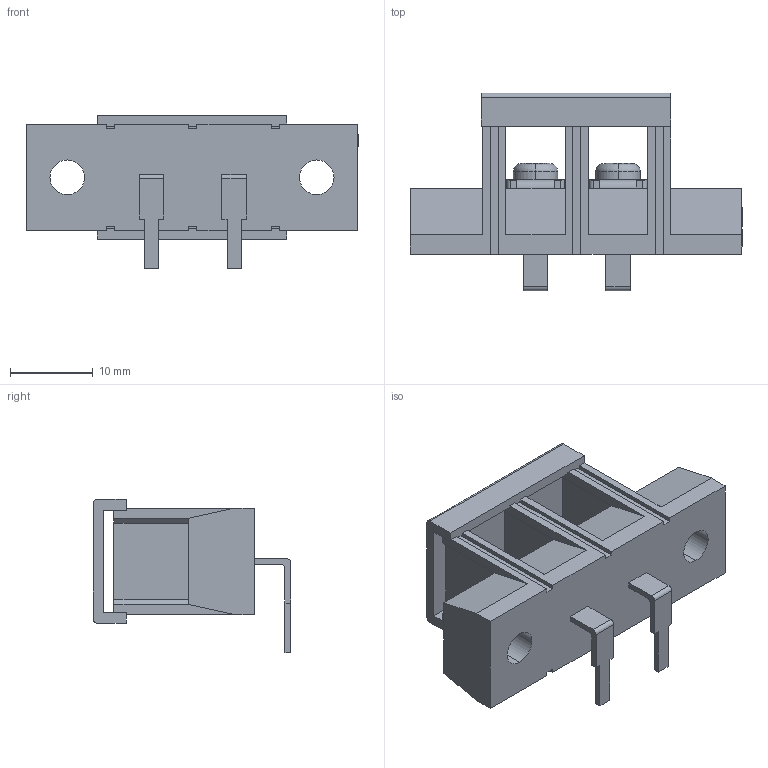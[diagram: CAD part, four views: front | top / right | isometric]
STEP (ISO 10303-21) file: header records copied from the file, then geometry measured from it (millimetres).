
FILE_DESCRIPTION (( 'STEP AP214' ), '1' );
FILE_NAME ('CONN-TH_KF58RM-10.0-2P.step', '2022-08-02T17:23:30', ( '' ), ( '' ), 'SwSTEP 2.0', 'SolidWorks 2020', '' );
FILE_SCHEMA (( 'AUTOMOTIVE_DESIGN' ));
Length unit declared in the file: millimetre
Products named in the file (1): CONN-TH_KF58RM-10.0-2P
Bounding box: 40.2 x 23.9 x 18.55 mm (x, y, z)
Volume: 4982.2 mm3; surface area: 4355.9 mm2
Topology: 14 solids, 14 shells, 491 faces, 1388 edges, 920 vertices
Faces by surface type: plane 335, bspline 114, cylinder 38, torus 4
Entity records: 21028 total; most frequent: CARTESIAN_POINT 5186, ORIENTED_EDGE 2776, DIRECTION 1988, EDGE_CURVE 1388, LINE 1064, VECTOR 1064, VERTEX_POINT 920, EDGE_LOOP 524
